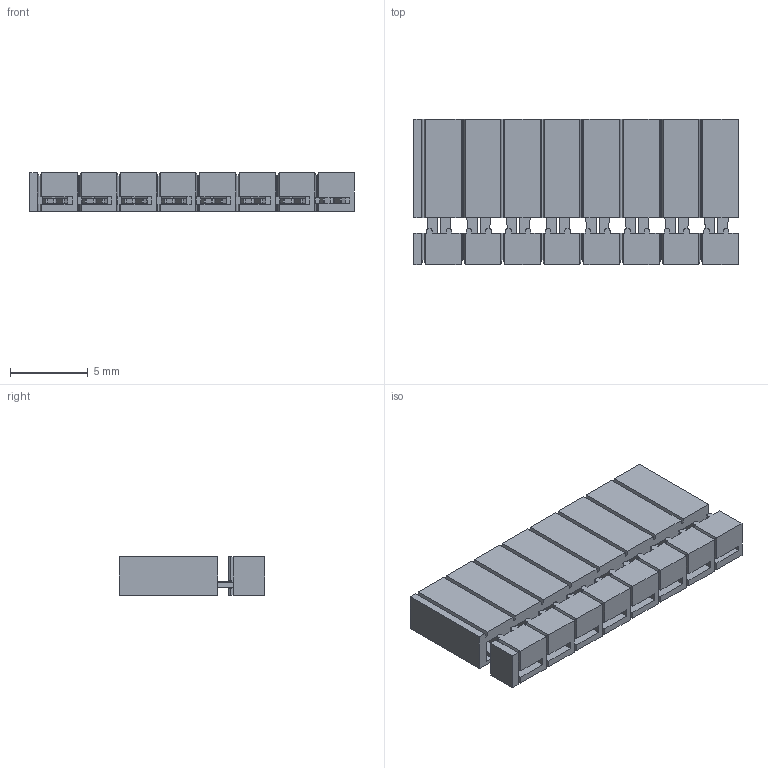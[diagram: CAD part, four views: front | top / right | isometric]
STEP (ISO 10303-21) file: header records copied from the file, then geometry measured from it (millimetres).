
FILE_DESCRIPTION( ('This file contains a STEP AP42 implementation' ,'as created by ZW3D STEP Interface translator.') ,'2;1' );
FILE_NAME( '5251-XXYPXXBN01.stp' ,'24 1 2.135754', (''), ('ZWCAD Software Co.'), 'Version 1.0', 'ZW3D to STEP translator', '' );
FILE_SCHEMA(('AUTOMOTIVE_DESIGN { 1 0 10303 214 1 1 1 1 }'));
Length unit declared in the file: millimetre
Products named in the file (2): 0; 5251-08YPXXBN01
Bounding box: 20.8 x 9.3 x 2.5 mm (x, y, z)
Volume: 363.8 mm3; surface area: 1222 mm2
Topology: 1 solids, 1 shells, 1041 faces, 2982 edges, 1928 vertices
Faces by surface type: plane 784, cylinder 244, bspline 13
Entity records: 34845 total; most frequent: CARTESIAN_POINT 6222, ORIENTED_EDGE 5964, DIRECTION 5492, EDGE_CURVE 2982, VECTOR 2440, LINE 2440, VERTEX_POINT 1928, AXIS2_PLACEMENT_3D 1526
